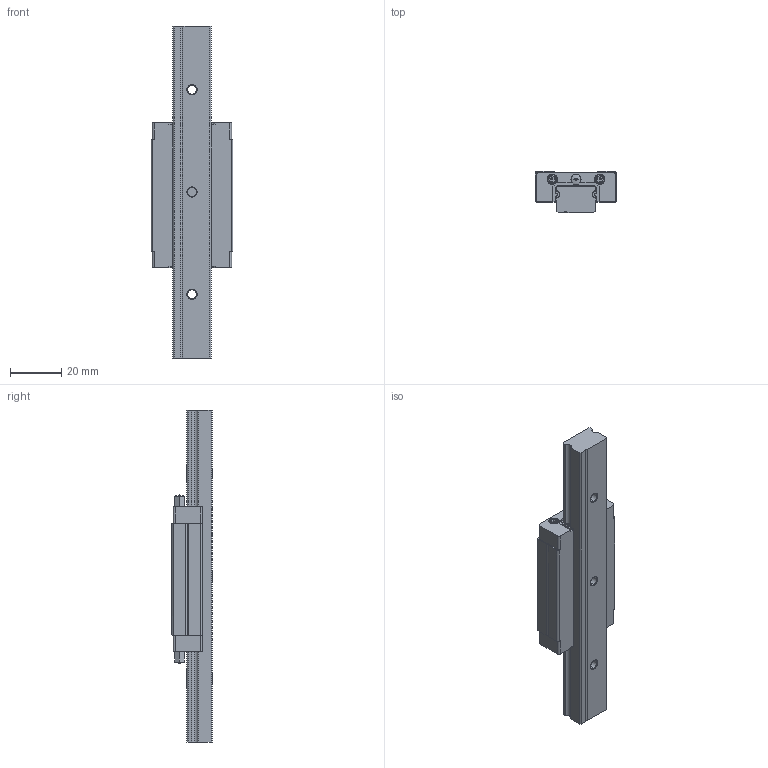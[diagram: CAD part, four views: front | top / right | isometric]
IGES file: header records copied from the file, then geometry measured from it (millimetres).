
Start section: SolidWorks IGES file using analytic representation for surfaces
Global section: file name: C_SM15L_Assy.IGS; native system: SolidWorks 2023; preprocessor: SolidWorks 2023; author: user; date: 241214.101744; units: millimetre
Bounding box: 32 x 16 x 130 mm (x, y, z)
Surface area: 14233.6 mm2 (no closed solid volume)
Topology: 0 solids, 0 shells, 311 faces, 3222 edges, 3208 vertices
Faces by surface type: bspline 179, revolution 132
